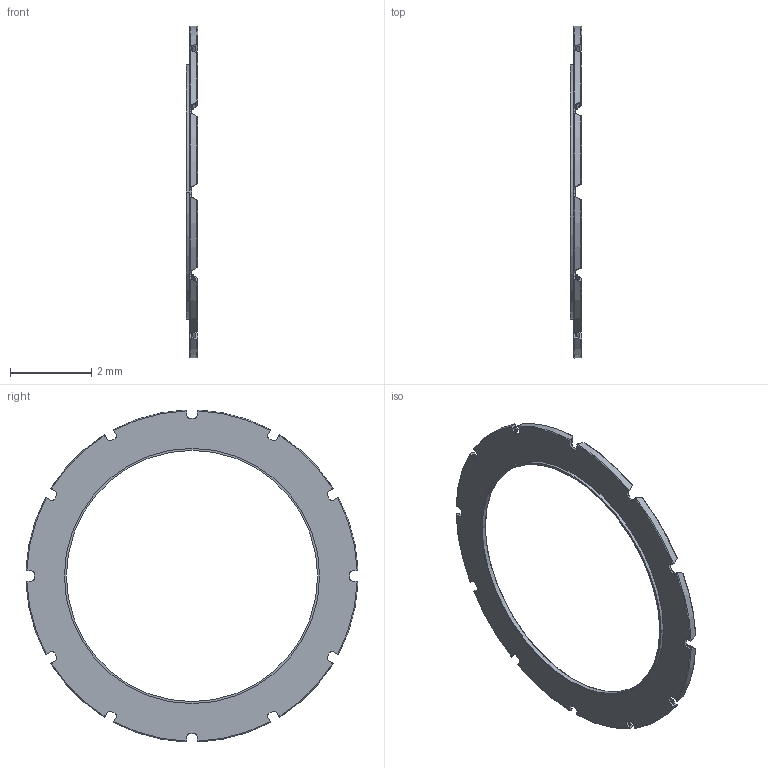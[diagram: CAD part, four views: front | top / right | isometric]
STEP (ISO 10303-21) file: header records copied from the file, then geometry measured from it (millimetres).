
FILE_DESCRIPTION (( 'STEP AP214' ), '1' );
FILE_NAME ('mr95zz-cen.step', '2019-11-11T12:29:01', ( '' ), ( '' ), 'SwSTEP 2.0', 'SolidWorks 2019', '' );
FILE_SCHEMA (( 'AUTOMOTIVE_DESIGN' ));
Length unit declared in the file: millimetre
Products named in the file (1): mr95zz-cen
Bounding box: 0.28 x 8.2 x 8.2 mm (x, y, z)
Volume: 1.6 mm3; surface area: 65.4 mm2
Topology: 1 solids, 1 shells, 371 faces, 1072 edges, 706 vertices
Faces by surface type: plane 149, torus 98, cylinder 56, cone 36, bspline 32
Entity records: 17217 total; most frequent: CARTESIAN_POINT 7116, ORIENTED_EDGE 2144, DIRECTION 1629, EDGE_CURVE 1072, VERTEX_POINT 706, AXIS2_PLACEMENT_3D 614, VECTOR 401, LINE 401
